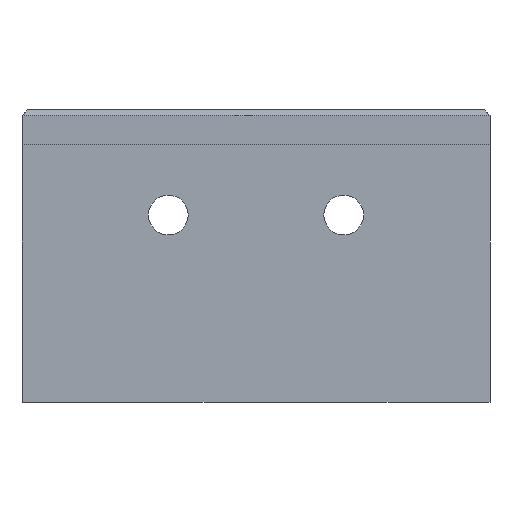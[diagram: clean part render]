
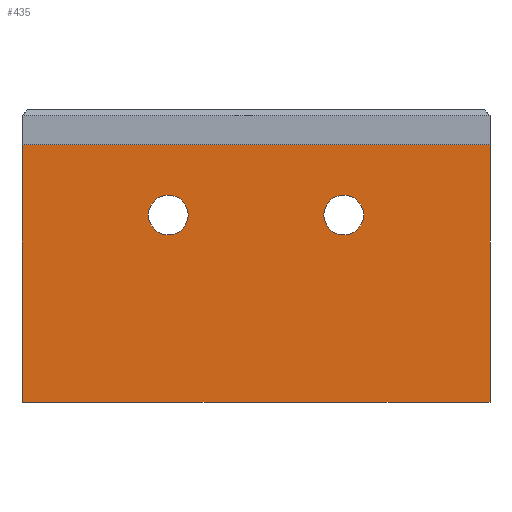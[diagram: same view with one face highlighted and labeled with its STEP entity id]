
A CAD part, left-side view. The second image highlights one B-rep face of the part: STEP entity #435.
In plain terms, the highlighted planar face has unit normal (-1, 0, 0).
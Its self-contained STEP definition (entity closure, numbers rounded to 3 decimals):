
#40 = VERTEX_POINT('',#41);
#41 = CARTESIAN_POINT('',(9.,20.,0.));
#127 = VERTEX_POINT('',#128);
#128 = CARTESIAN_POINT('',(9.,-20.,0.));
#134 = EDGE_CURVE('',#40,#127,#135,.T.);
#135 = LINE('',#136,#137);
#136 = CARTESIAN_POINT('',(9.,20.,0.));
#137 = VECTOR('',#138,1.);
#138 = DIRECTION('',(0.,-1.,0.));
#178 = EDGE_CURVE('',#127,#179,#181,.T.);
#179 = VERTEX_POINT('',#180);
#180 = CARTESIAN_POINT('',(9.,-20.,-22.));
#181 = LINE('',#182,#183);
#182 = CARTESIAN_POINT('',(9.,-20.,3.));
#183 = VECTOR('',#184,1.);
#184 = DIRECTION('',(-0.,-0.,-1.));
#187 = VERTEX_POINT('',#188);
#188 = CARTESIAN_POINT('',(9.,20.,-22.));
#195 = EDGE_CURVE('',#40,#187,#196,.T.);
#196 = LINE('',#197,#198);
#197 = CARTESIAN_POINT('',(9.,20.,3.));
#198 = VECTOR('',#199,1.);
#199 = DIRECTION('',(-0.,-0.,-1.));
#435 = ADVANCED_FACE('',(#436,#447,#458),#469,.T.);
#436 = FACE_BOUND('',#437,.T.);
#437 = EDGE_LOOP('',(#438,#439,#440,#446));
#438 = ORIENTED_EDGE('',*,*,#134,.F.);
#439 = ORIENTED_EDGE('',*,*,#195,.T.);
#440 = ORIENTED_EDGE('',*,*,#441,.T.);
#441 = EDGE_CURVE('',#187,#179,#442,.T.);
#442 = LINE('',#443,#444);
#443 = CARTESIAN_POINT('',(9.,20.,-22.));
#444 = VECTOR('',#445,1.);
#445 = DIRECTION('',(0.,-1.,0.));
#446 = ORIENTED_EDGE('',*,*,#178,.F.);
#447 = FACE_BOUND('',#448,.T.);
#448 = EDGE_LOOP('',(#449));
#449 = ORIENTED_EDGE('',*,*,#450,.F.);
#450 = EDGE_CURVE('',#451,#451,#453,.T.);
#451 = VERTEX_POINT('',#452);
#452 = CARTESIAN_POINT('',(9.,5.8,-6.));
#453 = CIRCLE('',#454,1.7);
#454 = AXIS2_PLACEMENT_3D('',#455,#456,#457);
#455 = CARTESIAN_POINT('',(9.,7.5,-6.));
#456 = DIRECTION('',(-1.,0.,0.));
#457 = DIRECTION('',(0.,-1.,0.));
#458 = FACE_BOUND('',#459,.T.);
#459 = EDGE_LOOP('',(#460));
#460 = ORIENTED_EDGE('',*,*,#461,.F.);
#461 = EDGE_CURVE('',#462,#462,#464,.T.);
#462 = VERTEX_POINT('',#463);
#463 = CARTESIAN_POINT('',(9.,-9.2,-6.));
#464 = CIRCLE('',#465,1.7);
#465 = AXIS2_PLACEMENT_3D('',#466,#467,#468);
#466 = CARTESIAN_POINT('',(9.,-7.5,-6.));
#467 = DIRECTION('',(-1.,0.,0.));
#468 = DIRECTION('',(0.,-1.,0.));
#469 = PLANE('',#470);
#470 = AXIS2_PLACEMENT_3D('',#471,#472,#473);
#471 = CARTESIAN_POINT('',(9.,20.,3.));
#472 = DIRECTION('',(-1.,0.,0.));
#473 = DIRECTION('',(0.,-1.,0.));
